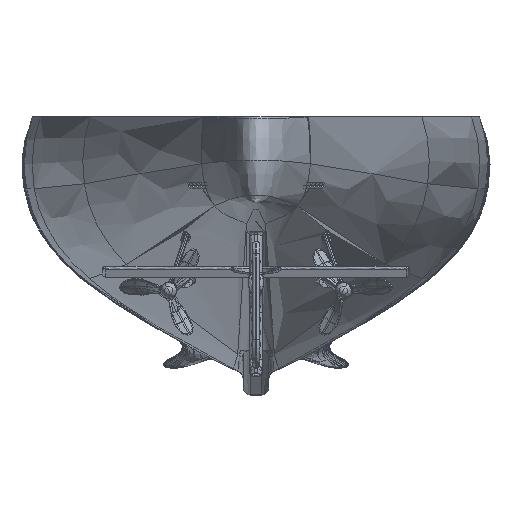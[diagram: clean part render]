
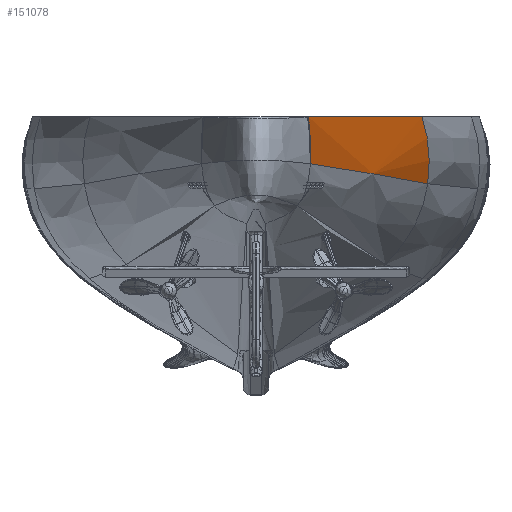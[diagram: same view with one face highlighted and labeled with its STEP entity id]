
A CAD part, front view. The second image highlights one B-rep face of the part: STEP entity #151078.
In plain terms, the highlighted free-form (B-spline) face has degree [3, 3] with [7, 7] control points.
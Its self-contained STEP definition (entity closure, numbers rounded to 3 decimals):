
#70425 = VERTEX_POINT('',#70426);
#70426 = CARTESIAN_POINT('',(3.087,-305.715,
    -2.656));
#70668 = VERTEX_POINT('',#70669);
#70669 = CARTESIAN_POINT('',(9.734,-260.729,
    -3.787));
#70690 = EDGE_CURVE('',#70668,#70425,#70691,.T.);
#70691 = B_SPLINE_CURVE_WITH_KNOTS('',5,(#70692,#70693,#70694,#70695,
    #70696,#70697),.UNSPECIFIED.,.F.,.F.,(6,6),(0.,4.),
  .PIECEWISE_BEZIER_KNOTS.);
#70692 = CARTESIAN_POINT('',(9.734,-260.729,
    -3.787));
#70693 = CARTESIAN_POINT('',(8.701,-271.376,
    -3.617));
#70694 = CARTESIAN_POINT('',(7.373,-282.149,
    -3.363));
#70695 = CARTESIAN_POINT('',(5.897,-292.096,
    -3.08));
#70696 = CARTESIAN_POINT('',(4.419,-300.268,
    -2.826));
#70697 = CARTESIAN_POINT('',(3.087,-305.715,
    -2.656));
#79849 = EDGE_CURVE('',#79850,#79852,#79854,.T.);
#79850 = VERTEX_POINT('',#79851);
#79851 = CARTESIAN_POINT('',(2.904,-305.461,
    -0.004));
#79852 = VERTEX_POINT('',#79853);
#79853 = CARTESIAN_POINT('',(2.974,-305.156,
    0.));
#79854 = B_SPLINE_CURVE_WITH_KNOTS('',3,(#79855,#79856,#79857,#79858),
  .UNSPECIFIED.,.F.,.F.,(4,4),(0.,0.045),
  .PIECEWISE_BEZIER_KNOTS.);
#79855 = CARTESIAN_POINT('',(2.904,-305.461,
    -0.004));
#79856 = CARTESIAN_POINT('',(2.927,-305.361,
    -0.003));
#79857 = CARTESIAN_POINT('',(2.951,-305.259,
    -0.001));
#79858 = CARTESIAN_POINT('',(2.974,-305.156,
    0.));
#150772 = EDGE_CURVE('',#150773,#70668,#150775,.T.);
#150773 = VERTEX_POINT('',#150774);
#150774 = CARTESIAN_POINT('',(9.408,-260.663,
    0.));
#150775 = B_SPLINE_CURVE_WITH_KNOTS('',5,(#150776,#150777,#150778,
    #150779,#150780,#150781),.UNSPECIFIED.,.F.,.F.,(6,6),(0.55
    ,4.),.PIECEWISE_BEZIER_KNOTS.);
#150776 = CARTESIAN_POINT('',(9.408,-260.663,
    0.));
#150777 = CARTESIAN_POINT('',(9.641,-260.687,
    -0.681));
#150778 = CARTESIAN_POINT('',(9.795,-260.709,
    -1.42));
#150779 = CARTESIAN_POINT('',(9.865,-260.724,
    -2.198));
#150780 = CARTESIAN_POINT('',(9.846,-260.732,
    -2.993));
#150781 = CARTESIAN_POINT('',(9.734,-260.729,
    -3.787));
#151078 = ADVANCED_FACE('',(#151079),#151126,.T.);
#151079 = FACE_BOUND('',#151080,.T.);
#151080 = EDGE_LOOP('',(#151081,#151082,#151083,#151101,#151102));
#151081 = ORIENTED_EDGE('',*,*,#150772,.T.);
#151082 = ORIENTED_EDGE('',*,*,#70690,.T.);
#151083 = ORIENTED_EDGE('',*,*,#151084,.F.);
#151084 = EDGE_CURVE('',#79850,#70425,#151085,.T.);
#151085 = B_SPLINE_CURVE_WITH_KNOTS('',5,(#151086,#151087,#151088,
    #151089,#151090,#151091,#151092,#151093,#151094,#151095,#151096,
    #151097,#151098,#151099,#151100),.UNSPECIFIED.,.F.,.F.,(6,3,3,3,6),(
    0.,1.,2.,3.,4.),.UNSPECIFIED.);
#151086 = CARTESIAN_POINT('',(2.904,-305.461,
    -0.004));
#151087 = CARTESIAN_POINT('',(2.931,-305.499,
    -0.117));
#151088 = CARTESIAN_POINT('',(2.956,-305.533,
    -0.235));
#151089 = CARTESIAN_POINT('',(2.979,-305.563,
    -0.356));
#151090 = CARTESIAN_POINT('',(3.02,-305.615,
    -0.604));
#151091 = CARTESIAN_POINT('',(3.053,-305.656,
    -0.863));
#151092 = CARTESIAN_POINT('',(3.067,-305.674,
    -0.995));
#151093 = CARTESIAN_POINT('',(3.09,-305.705,
    -1.263));
#151094 = CARTESIAN_POINT('',(3.105,-305.724,
    -1.538));
#151095 = CARTESIAN_POINT('',(3.109,-305.731,
    -1.677));
#151096 = CARTESIAN_POINT('',(3.114,-305.74,
    -1.955));
#151097 = CARTESIAN_POINT('',(3.109,-305.737,
    -2.236));
#151098 = CARTESIAN_POINT('',(3.104,-305.732,
    -2.377));
#151099 = CARTESIAN_POINT('',(3.097,-305.725,
    -2.517));
#151100 = CARTESIAN_POINT('',(3.087,-305.715,
    -2.656));
#151101 = ORIENTED_EDGE('',*,*,#79849,.T.);
#151102 = ORIENTED_EDGE('',*,*,#151103,.F.);
#151103 = EDGE_CURVE('',#150773,#79852,#151104,.T.);
#151104 = B_SPLINE_CURVE_WITH_KNOTS('',5,(#151105,#151106,#151107,
    #151108,#151109,#151110,#151111,#151112,#151113,#151114,#151115,
    #151116,#151117,#151118,#151119,#151120,#151121,#151122,#151123,
    #151124,#151125),.UNSPECIFIED.,.F.,.F.,(6,3,3,3,3,3,6),(0.,
    10.233,20.25,29.614,33.905,
    37.856,43.278),.UNSPECIFIED.);
#151105 = CARTESIAN_POINT('',(9.408,-260.663,
    0.));
#151106 = CARTESIAN_POINT('',(9.204,-262.784,
    0.));
#151107 = CARTESIAN_POINT('',(8.989,-264.904,
    0.));
#151108 = CARTESIAN_POINT('',(8.763,-267.024,
    0.));
#151109 = CARTESIAN_POINT('',(8.297,-271.215,
    0.));
#151110 = CARTESIAN_POINT('',(7.79,-275.4,
    0.));
#151111 = CARTESIAN_POINT('',(7.53,-277.467,
    0.));
#151112 = CARTESIAN_POINT('',(7.008,-281.468,
    0.));
#151113 = CARTESIAN_POINT('',(6.446,-285.462,
    0.));
#151114 = CARTESIAN_POINT('',(6.165,-287.386,
    0.));
#151115 = CARTESIAN_POINT('',(5.739,-290.194,
    0.));
#151116 = CARTESIAN_POINT('',(5.286,-292.997,
    0.));
#151117 = CARTESIAN_POINT('',(5.141,-293.877,
    0.));
#151118 = CARTESIAN_POINT('',(4.857,-295.567,
    0.));
#151119 = CARTESIAN_POINT('',(4.561,-297.253,
    0.));
#151120 = CARTESIAN_POINT('',(4.415,-298.062,
    0.));
#151121 = CARTESIAN_POINT('',(4.063,-299.975,
    0.));
#151122 = CARTESIAN_POINT('',(3.689,-301.883,
    0.));
#151123 = CARTESIAN_POINT('',(3.466,-302.968,
    0.));
#151124 = CARTESIAN_POINT('',(3.229,-304.066,
    0.));
#151125 = CARTESIAN_POINT('',(2.974,-305.156,
    0.));
#151126 = B_SPLINE_SURFACE_WITH_KNOTS('',3,3,(
    (#151127,#151128,#151129,#151130,#151131,#151132,#151133)
    ,(#151134,#151135,#151136,#151137,#151138,#151139,#151140)
    ,(#151141,#151142,#151143,#151144,#151145,#151146,#151147)
    ,(#151148,#151149,#151150,#151151,#151152,#151153,#151154)
    ,(#151155,#151156,#151157,#151158,#151159,#151160,#151161)
    ,(#151162,#151163,#151164,#151165,#151166,#151167,#151168)
    ,(#151169,#151170,#151171,#151172,#151173,#151174,#151175
  )),.UNSPECIFIED.,.F.,.F.,.F.,(4,1,1,1,4),(4,1,1,1,4),(
    0.,1.,2.,3.,4.),(0.,1.,2.,3.,4.),.UNSPECIFIED.);
#151127 = CARTESIAN_POINT('',(9.202,-260.643,
    0.528));
#151128 = CARTESIAN_POINT('',(8.792,-265.059,
    0.492));
#151129 = CARTESIAN_POINT('',(7.859,-273.929,
    0.407));
#151130 = CARTESIAN_POINT('',(6.243,-286.519,
    0.258));
#151131 = CARTESIAN_POINT('',(4.537,-297.517,
    0.11));
#151132 = CARTESIAN_POINT('',(3.428,-303.215,
    0.028));
#151133 = CARTESIAN_POINT('',(2.904,-305.461,
    -0.004));
#151134 = CARTESIAN_POINT('',(9.339,-260.655,
    0.218));
#151135 = CARTESIAN_POINT('',(8.924,-265.074,
    0.191));
#151136 = CARTESIAN_POINT('',(7.978,-273.953,
    0.125));
#151137 = CARTESIAN_POINT('',(6.339,-286.557,
    0.01));
#151138 = CARTESIAN_POINT('',(4.607,-297.569,
    -0.104));
#151139 = CARTESIAN_POINT('',(3.481,-303.275,
    -0.168));
#151140 = CARTESIAN_POINT('',(2.949,-305.525,
    -0.193));
#151141 = CARTESIAN_POINT('',(9.569,-260.679,
    -0.439));
#151142 = CARTESIAN_POINT('',(9.145,-265.105,
    -0.45));
#151143 = CARTESIAN_POINT('',(8.177,-273.998,
    -0.475));
#151144 = CARTESIAN_POINT('',(6.498,-286.616,
    -0.519));
#151145 = CARTESIAN_POINT('',(4.724,-297.657,
    -0.563));
#151146 = CARTESIAN_POINT('',(3.571,-303.366,
    -0.588));
#151147 = CARTESIAN_POINT('',(3.025,-305.622,
    -0.597));
#151148 = CARTESIAN_POINT('',(9.778,-260.709,
    -1.51));
#151149 = CARTESIAN_POINT('',(9.346,-265.141,
    -1.494));
#151150 = CARTESIAN_POINT('',(8.357,-274.053,
    -1.456));
#151151 = CARTESIAN_POINT('',(6.642,-286.695,
    -1.385));
#151152 = CARTESIAN_POINT('',(4.831,-297.744,
    -1.315));
#151153 = CARTESIAN_POINT('',(3.653,-303.448,
    -1.275));
#151154 = CARTESIAN_POINT('',(3.096,-305.711,
    -1.259));
#151155 = CARTESIAN_POINT('',(9.844,-260.727,
    -2.636));
#151156 = CARTESIAN_POINT('',(9.409,-265.164,
    -2.593));
#151157 = CARTESIAN_POINT('',(8.414,-274.088,
    -2.487));
#151158 = CARTESIAN_POINT('',(6.688,-286.742,
    -2.295));
#151159 = CARTESIAN_POINT('',(4.866,-297.786,
    -2.104));
#151160 = CARTESIAN_POINT('',(3.681,-303.479,
    -1.997));
#151161 = CARTESIAN_POINT('',(3.12,-305.747,
    -1.954));
#151162 = CARTESIAN_POINT('',(9.788,-260.73,
    -3.404));
#151163 = CARTESIAN_POINT('',(9.355,-265.168,
    -3.342));
#151164 = CARTESIAN_POINT('',(8.366,-274.093,
    -3.189));
#151165 = CARTESIAN_POINT('',(6.65,-286.747,
    -2.914));
#151166 = CARTESIAN_POINT('',(4.839,-297.782,
    -2.638));
#151167 = CARTESIAN_POINT('',(3.662,-303.463,
    -2.485));
#151168 = CARTESIAN_POINT('',(3.104,-305.732,
    -2.424));
#151169 = CARTESIAN_POINT('',(9.734,-260.729,
    -3.787));
#151170 = CARTESIAN_POINT('',(9.304,-265.166,
    -3.716));
#151171 = CARTESIAN_POINT('',(8.32,-274.091,
    -3.54));
#151172 = CARTESIAN_POINT('',(6.613,-286.741,
    -3.222));
#151173 = CARTESIAN_POINT('',(4.813,-297.771,
    -2.904));
#151174 = CARTESIAN_POINT('',(3.642,-303.447,
    -2.727));
#151175 = CARTESIAN_POINT('',(3.087,-305.715,
    -2.656));
